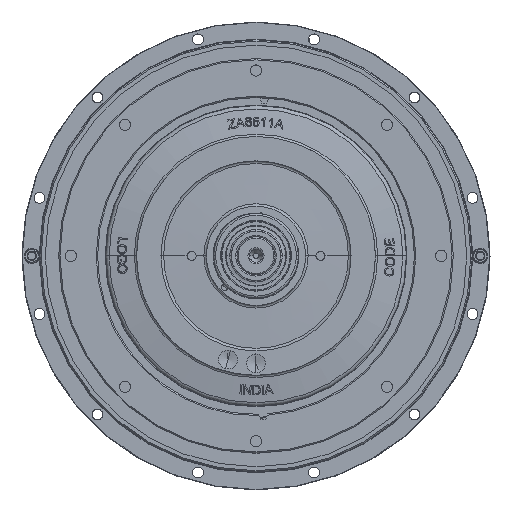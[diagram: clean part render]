
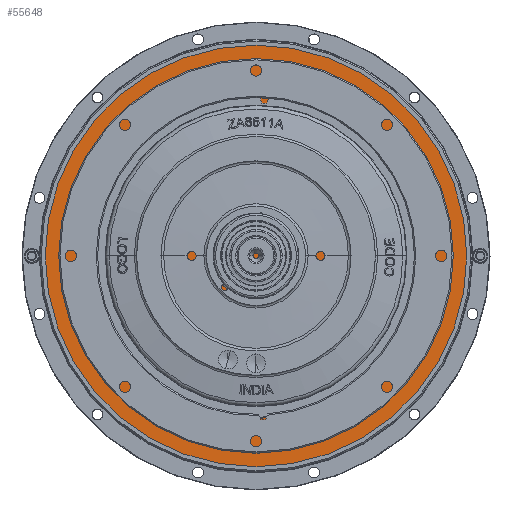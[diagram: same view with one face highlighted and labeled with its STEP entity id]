
A CAD part, top view. The second image highlights one B-rep face of the part: STEP entity #55648.
In plain terms, the highlighted planar face has unit normal (0, 0, 1).
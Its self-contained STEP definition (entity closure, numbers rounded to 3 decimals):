
#2928 = ORIENTED_EDGE ( 'NONE', *, *, #15853, .T. ) ;
#10442 = AXIS2_PLACEMENT_3D ( 'NONE', #63448, #42595, #31765 ) ;
#12470 = EDGE_CURVE ( 'NONE', #41101, #55738, #62786, .T. ) ;
#14972 = CIRCLE ( 'NONE', #10442, 255.524 ) ;
#15853 = EDGE_CURVE ( 'NONE', #55738, #41101, #14972, .T. ) ;
#17788 = FACE_OUTER_BOUND ( 'NONE', #34293, .T. ) ;
#18550 = DIRECTION ( 'NONE',  ( 1., 0., 0. ) ) ;
#26343 = CARTESIAN_POINT ( 'NONE',  ( 255.524, 0., 0. ) ) ;
#27695 = DIRECTION ( 'NONE',  ( 1., 0., 0. ) ) ;
#31045 = AXIS2_PLACEMENT_3D ( 'NONE', #43347, #37833, #27695 ) ;
#31765 = DIRECTION ( 'NONE',  ( 1., 0., 0. ) ) ;
#34293 = EDGE_LOOP ( 'NONE', ( #65215, #2928 ) ) ;
#34785 = CARTESIAN_POINT ( 'NONE',  ( 0., 0., 0. ) ) ;
#37833 = DIRECTION ( 'NONE',  ( 0., 0., 1. ) ) ;
#39641 = PLANE ( 'NONE',  #58028 ) ;
#41101 = VERTEX_POINT ( 'NONE', #26343 ) ;
#42595 = DIRECTION ( 'NONE',  ( 0., 0., 1. ) ) ;
#43347 = CARTESIAN_POINT ( 'NONE',  ( 0., 0., 0. ) ) ;
#44472 = DIRECTION ( 'NONE',  ( 0., 0., 1. ) ) ;
#55521 = CARTESIAN_POINT ( 'NONE',  ( -255.524, 0., 0. ) ) ;
#55648 = ADVANCED_FACE ( 'NONE', ( #17788 ), #39641, .T. ) ;
#55738 = VERTEX_POINT ( 'NONE', #55521 ) ;
#58028 = AXIS2_PLACEMENT_3D ( 'NONE', #34785, #44472, #18550 ) ;
#62786 = CIRCLE ( 'NONE', #31045, 255.524 ) ;
#63448 = CARTESIAN_POINT ( 'NONE',  ( 0., 0., 0. ) ) ;
#65215 = ORIENTED_EDGE ( 'NONE', *, *, #12470, .T. ) ;
